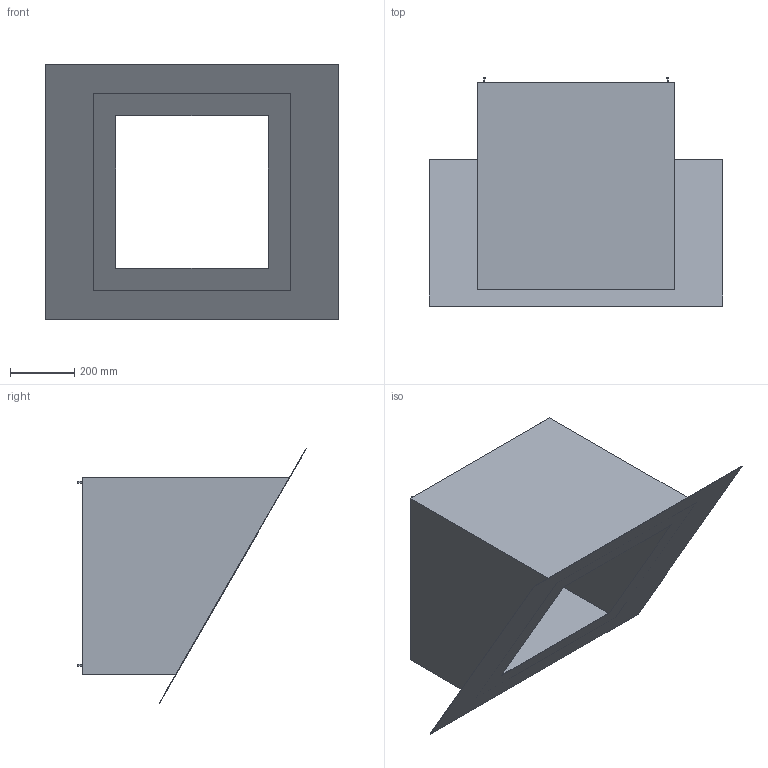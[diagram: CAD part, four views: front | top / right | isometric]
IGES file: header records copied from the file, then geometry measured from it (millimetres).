
Start section: SolidWorks IGES file using analytic representation for surfaces
Global section: file name: SOWT 31.igs; native system: SolidWorks 2009; preprocessor: SolidWorks 2009; author: WS-KO; date: 091124.144426; units: millimetre
Bounding box: 915 x 712.15 x 792.91 mm (x, y, z)
Surface area: 3175075.5 mm2 (no closed solid volume)
Topology: 0 solids, 0 shells, 29 faces, 308 edges, 308 vertices
Faces by surface type: bspline 21, revolution 8
